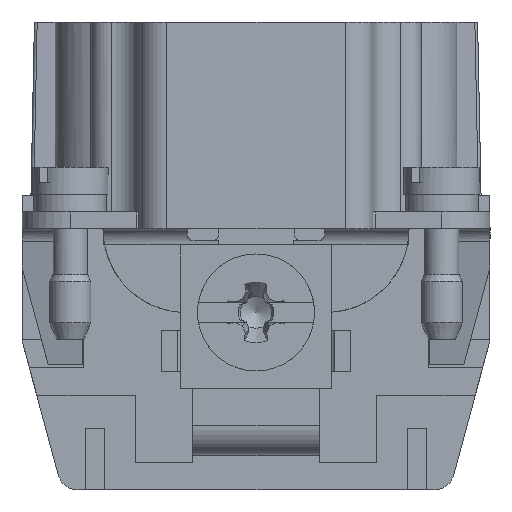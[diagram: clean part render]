
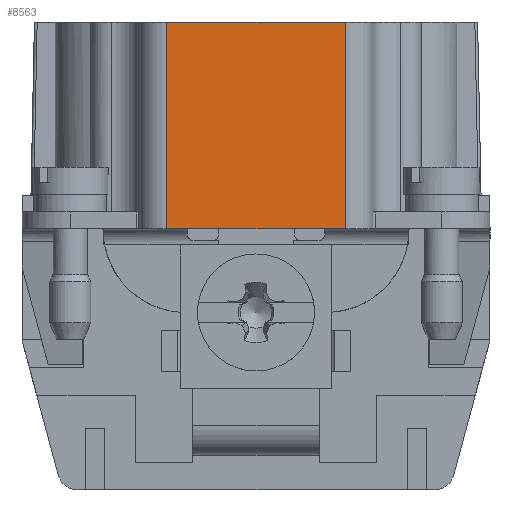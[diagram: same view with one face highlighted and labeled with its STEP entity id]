
A CAD part, left-side view. The second image highlights one B-rep face of the part: STEP entity #8563.
In plain terms, the highlighted planar face has unit normal (-1, 0, 0).
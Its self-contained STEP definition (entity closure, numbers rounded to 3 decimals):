
#7523=FACE_OUTER_BOUND('',#10823,.T.);
#8563=ADVANCED_FACE('',(#7523),#9648,.T.);
#9648=PLANE('',#30371);
#10823=EDGE_LOOP('',(#13237,#13238,#13239,#13240));
#13237=ORIENTED_EDGE('',*,*,#21015,.F.);
#13238=ORIENTED_EDGE('',*,*,#21016,.T.);
#13239=ORIENTED_EDGE('',*,*,#21012,.T.);
#13240=ORIENTED_EDGE('',*,*,#21017,.F.);
#18722=VERTEX_POINT('',#39965);
#18723=VERTEX_POINT('',#39966);
#18724=VERTEX_POINT('',#39971);
#18725=VERTEX_POINT('',#39972);
#21012=EDGE_CURVE('',#18722,#18723,#25235,.T.);
#21015=EDGE_CURVE('',#18724,#18725,#25236,.T.);
#21016=EDGE_CURVE('',#18724,#18722,#25237,.T.);
#21017=EDGE_CURVE('',#18725,#18723,#25238,.T.);
#25235=LINE('',#39964,#27325);
#25236=LINE('',#39970,#27326);
#25237=LINE('',#39973,#27327);
#25238=LINE('',#39974,#27328);
#27325=VECTOR('',#33246,1.);
#27326=VECTOR('',#33253,1.);
#27327=VECTOR('',#33254,1.);
#27328=VECTOR('',#33255,1.);
#30371=AXIS2_PLACEMENT_3D('',#39975,#33256,#33257);
#33246=DIRECTION('',(0.,0.,1.));
#33253=DIRECTION('',(0.,0.,1.));
#33254=DIRECTION('',(0.,-1.,0.));
#33255=DIRECTION('',(0.,-1.,0.));
#33256=DIRECTION('',(-1.,0.,0.));
#33257=DIRECTION('',(0.,1.,0.));
#39964=CARTESIAN_POINT('',(-41.,-6.5,0.));
#39965=CARTESIAN_POINT('',(-41.,-6.5,-0.01));
#39966=CARTESIAN_POINT('',(-41.,-6.5,15.));
#39970=CARTESIAN_POINT('',(-41.,6.5,0.));
#39971=CARTESIAN_POINT('',(-41.,6.5,-0.01));
#39972=CARTESIAN_POINT('',(-41.,6.5,15.));
#39973=CARTESIAN_POINT('',(-41.,-6.7,-0.01));
#39974=CARTESIAN_POINT('',(-41.,6.5,15.));
#39975=CARTESIAN_POINT('',(-41.,-6.7,15.2));
